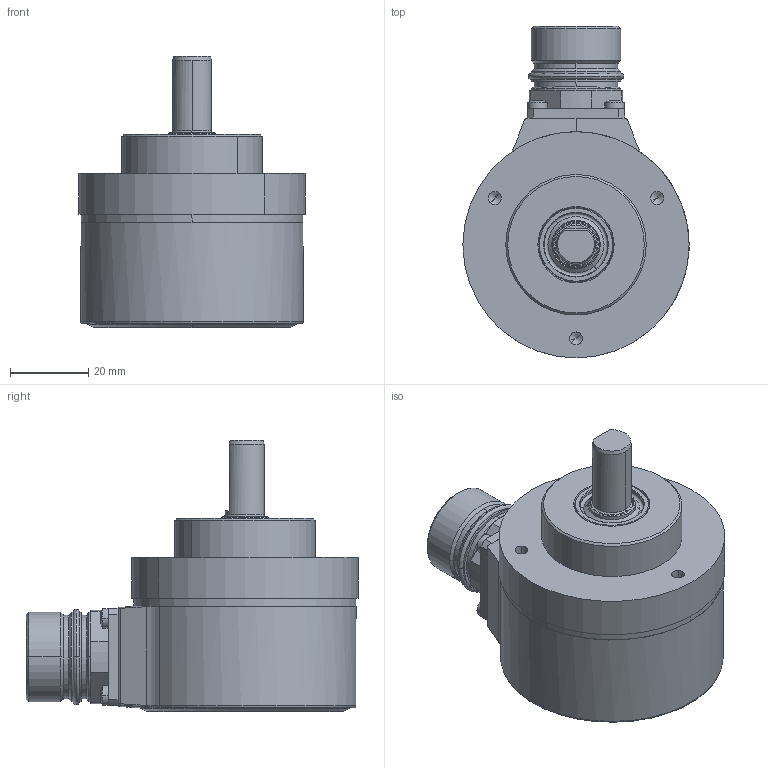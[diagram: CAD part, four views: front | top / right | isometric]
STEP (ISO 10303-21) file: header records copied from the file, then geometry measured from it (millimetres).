
FILE_DESCRIPTION((''),'2;1');
FILE_NAME('821722-01B','2013-07-10T',('se2562'),(''),'PRO/ENGINEER BY PARAMETRIC TECHNOLOGY CORPORATION, 2011410','PRO/ENGINEER BY PARAMETRIC TECHNOLOGY CORPORATION, 2011410','');
FILE_SCHEMA(('CONFIG_CONTROL_DESIGN'));
Length unit declared in the file: millimetre
Products named in the file (1): 821722-01B
Bounding box: 58 x 85.1 x 69.5 mm (x, y, z)
Volume: 60772.4 mm3; surface area: 42882.4 mm2
Topology: 15 solids, 29 shells, 1194 faces, 3262 edges, 2071 vertices
Faces by surface type: cylinder 634, plane 219, cone 217, torus 61, sphere 56, bspline 7
Entity records: 40994 total; most frequent: CARTESIAN_POINT 10897, DIRECTION 6576, ORIENTED_EDGE 6312, EDGE_CURVE 3156, AXIS2_PLACEMENT_3D 2743, VERTEX_POINT 2071, CIRCLE 1556, EDGE_LOOP 1255
